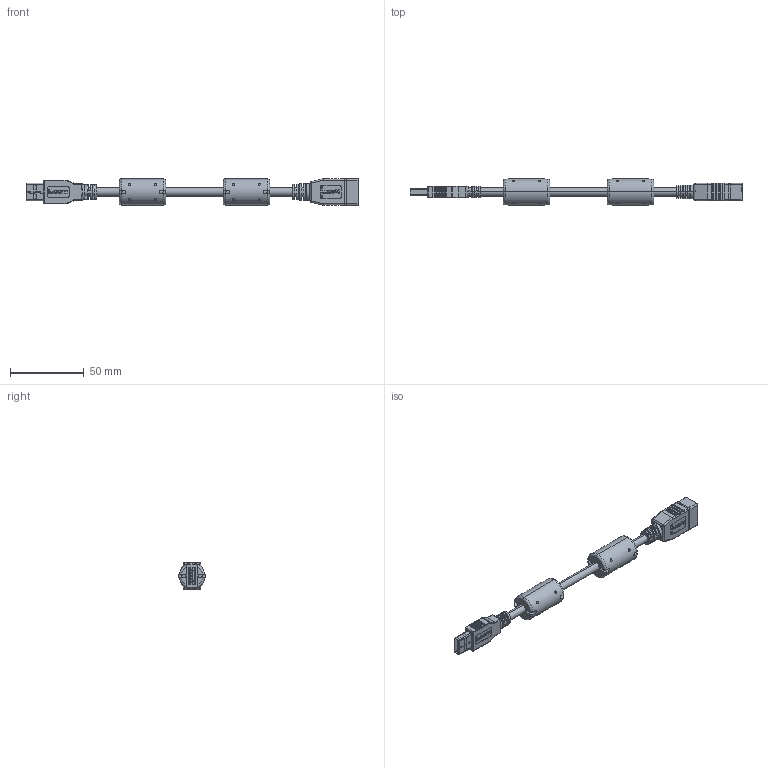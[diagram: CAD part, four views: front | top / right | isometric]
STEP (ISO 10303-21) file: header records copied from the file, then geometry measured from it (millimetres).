
FILE_DESCRIPTION (( 'STEP AP214' ), '1' );
FILE_NAME ('U3A00086.STEP', '2018-05-23T11:52:51', ( '' ), ( '' ), 'SwSTEP 2.0', 'SolidWorks 2017', '' );
FILE_SCHEMA (( 'AUTOMOTIVE_DESIGN' ));
Length unit declared in the file: inch
Products named in the file (20): 1AA05-047-MA1___; MTN-594_NO CABLE; MTN-595; MTN-286___; 3AC08-027; MTN-593; 1AA05-046-MA1; 1AA05-046-MA2_Without Crimp; 1AA05-046-MA3; 1AA05-047___; U3A00086; 1AM07-048; MTN-929_no locking, 5.5mm OD; MTN-(USB3.0 STD A F END PREMOLD; MTN-929_WITHOUT CBL; 1AA05-047-MA2___; MTN-931_no locking; MTN-286_1AM07-048 FERRITE
Assembly tree (20 placements, depth 5):
  U3A00086
    3AC08-027
    MTN-594_NO CABLE
      MTN-593
        1AA05-046-MA3
        MTN-593
      1AA05-046-MA1
      1AA05-046-MA2_Without Crimp
      MTN-594_NO CABLE
    MTN-929_no locking, 5.5mm OD
      MTN-595
        1AA05-047___
          1AA05-047-MA2___
          1AA05-047-MA1___
        MTN-(USB3.0 STD A F END PREMOLD
      MTN-931_no locking
      MTN-929_WITHOUT CBL
    MTN-286_1AM07-048 FERRITE  x2
      MTN-286___
      1AM07-048
Bounding box: 224.7 x 17.7 x 18.2 mm (x, y, z)
Volume: 27281.7 mm3; surface area: 28171.6 mm2
Topology: 29 solids, 29 shells, 2812 faces, 7679 edges, 4992 vertices
Faces by surface type: plane 1822, cylinder 650, bspline 250, torus 50, sphere 38, cone 2
Entity records: 104800 total; most frequent: CARTESIAN_POINT 30840, ORIENTED_EDGE 14878, DIRECTION 12781, EDGE_CURVE 7439, LINE 5387, VECTOR 5387, VERTEX_POINT 4864, AXIS2_PLACEMENT_3D 3697
